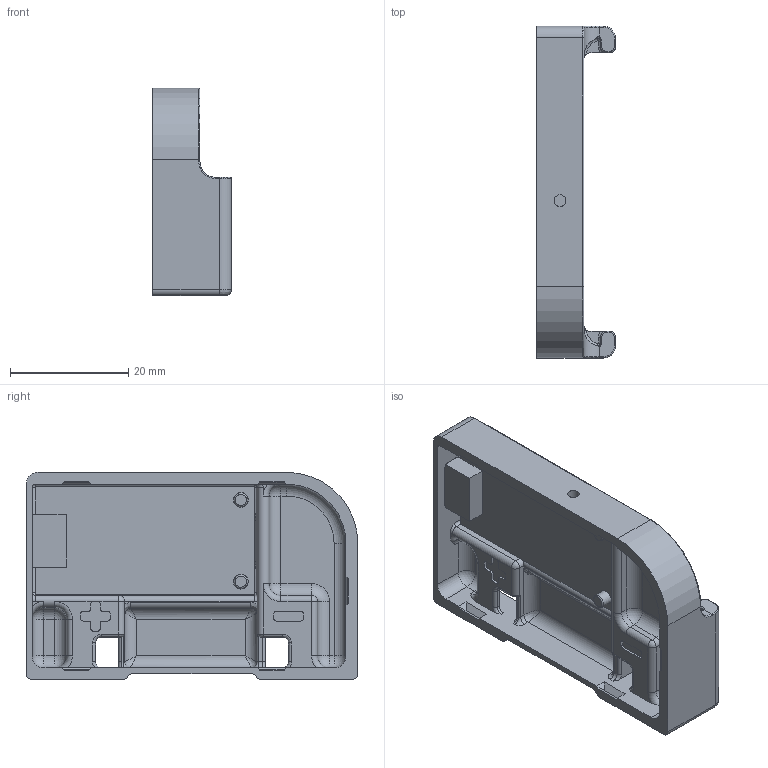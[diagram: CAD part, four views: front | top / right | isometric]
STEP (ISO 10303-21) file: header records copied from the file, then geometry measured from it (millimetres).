
FILE_DESCRIPTION(/* description */ ('','CAx-IF Rec.Pracs.---Representation and Presentation of Product Manufacturing Information (PMI)---4.0---2014-10-13'),/* implementation_level */ '2;1');
FILE_NAME(/* name */ 'Lira Type-C.step',/* time_stamp */ '2025-02-19T14:45:29+02:00',/* author */ (''),/* organization */ (''),/* preprocessor_version */ 'ST-DEVELOPER v20',/* originating_system */ 'Autodesk Translation Framework v13.20.0.188',/* authorisation */ '');
FILE_SCHEMA (('AP242_MANAGED_MODEL_BASED_3D_ENGINEERING_MIM_LF { 1 0 10303 442 1 1 4 }'));
Length unit declared in the file: millimetre
Products named in the file (2): Lira battery charger; PCB
Assembly tree (1 placements, depth 2):
  Lira battery charger
    PCB
Bounding box: 13.3 x 56 x 35 mm (x, y, z)
Volume: 6424.2 mm3; surface area: 9000 mm2
Topology: 2 solids, 2 shells, 349 faces, 874 edges, 523 vertices
Faces by surface type: cylinder 136, plane 116, torus 49, bspline 30, sphere 18
Full cylindrical faces by diameter (mm): 2 x1, 2.3 x2, 2.5 x2
Entity records: 11208 total; most frequent: CARTESIAN_POINT 2775, DIRECTION 1821, ORIENTED_EDGE 1736, EDGE_CURVE 868, AXIS2_PLACEMENT_3D 684, VERTEX_POINT 523, LINE 453, VECTOR 453
